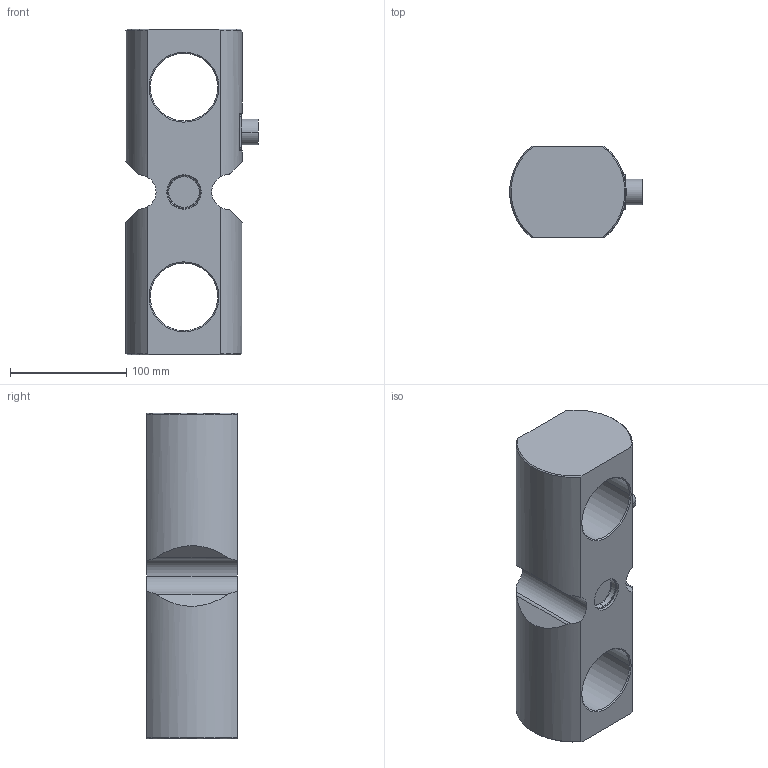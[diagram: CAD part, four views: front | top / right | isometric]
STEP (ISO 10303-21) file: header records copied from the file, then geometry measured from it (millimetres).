
FILE_DESCRIPTION(('STEP AP214'),'1');
FILE_NAME('TBT 30000-40000-50000-60000 kg.stp','2018-01-12T15:01:13',(' '),(' '),'Spatial InterOp 3D',' ',' ');
FILE_SCHEMA(('AUTOMOTIVE_DESIGN { 1 0 10303 214 1 1 1 1 }'));
Length unit declared in the file: metre
Products named in the file (3): TBT 30000-40000-50000-60000 kg; corpo; connettore
Assembly tree (2 placements, depth 2):
  TBT 30000-40000-50000-60000 kg
    corpo
    connettore
Bounding box: 113.78 x 78 x 280 mm (x, y, z)
Volume: 1384338.4 mm3; surface area: 132311.6 mm2
Topology: 2 solids, 3 shells, 129 faces, 298 edges, 188 vertices
Faces by surface type: cylinder 54, cone 28, plane 25, torus 16, bspline 6
Entity records: 6048 total; most frequent: CARTESIAN_POINT 1938, DIRECTION 664, ORIENTED_EDGE 596, EDGE_CURVE 298, AXIS2_PLACEMENT_3D 280, VERTEX_POINT 188, EDGE_LOOP 154, CIRCLE 154
